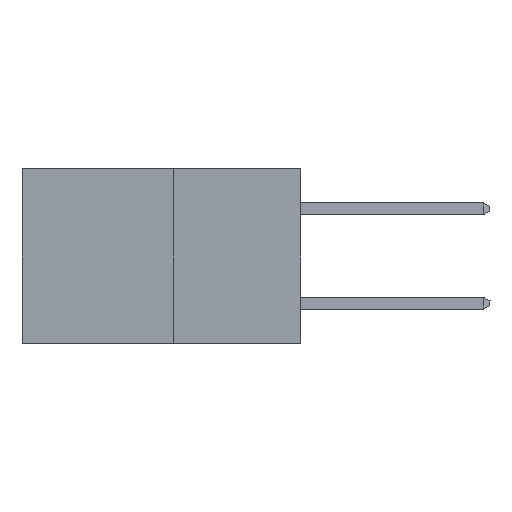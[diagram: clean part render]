
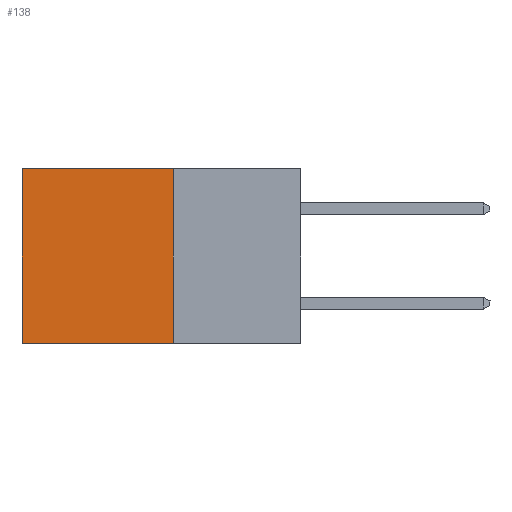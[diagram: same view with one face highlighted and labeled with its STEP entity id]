
A CAD part, left-side view. The second image highlights one B-rep face of the part: STEP entity #138.
In plain terms, the highlighted planar face has unit normal (-1, 0, 0).
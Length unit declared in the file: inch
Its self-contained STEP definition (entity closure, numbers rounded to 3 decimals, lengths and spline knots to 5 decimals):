
#138 = ADVANCED_FACE ( 'NONE', ( #6986 ), #1583, .F. ) ;
#249 = VERTEX_POINT ( 'NONE', #1259 ) ;
#250 = EDGE_CURVE ( 'NONE', #1718, #7210, #8402, .T. ) ;
#849 = CARTESIAN_POINT ( 'NONE',  ( 0.277, 0.27, -0.37 ) ) ;
#913 = AXIS2_PLACEMENT_3D ( 'NONE', #4578, #9913, #10173 ) ;
#1208 = EDGE_CURVE ( 'NONE', #249, #1953, #9733, .T. ) ;
#1259 = CARTESIAN_POINT ( 'NONE',  ( 0.277, 0.27, 0. ) ) ;
#1361 = CARTESIAN_POINT ( 'NONE',  ( 0.277, 0.27, -0.37 ) ) ;
#1583 = PLANE ( 'NONE',  #913 ) ;
#1700 = LINE ( 'NONE', #7539, #5840 ) ;
#1718 = VERTEX_POINT ( 'NONE', #1361 ) ;
#1841 = EDGE_CURVE ( 'NONE', #1953, #7210, #5404, .T. ) ;
#1953 = VERTEX_POINT ( 'NONE', #9286 ) ;
#2679 = DIRECTION ( 'NONE',  ( 0., 0., -1. ) ) ;
#2982 = CARTESIAN_POINT ( 'NONE',  ( 0.277, 0.27, 0. ) ) ;
#3032 = EDGE_LOOP ( 'NONE', ( #3304, #9968, #5990, #5724 ) ) ;
#3304 = ORIENTED_EDGE ( 'NONE', *, *, #1841, .T. ) ;
#4578 = CARTESIAN_POINT ( 'NONE',  ( 0.277, 0.27, -0.37 ) ) ;
#5404 = LINE ( 'NONE', #7001, #7297 ) ;
#5724 = ORIENTED_EDGE ( 'NONE', *, *, #1208, .T. ) ;
#5840 = VECTOR ( 'NONE', #7516, 39.37008 ) ;
#5990 = ORIENTED_EDGE ( 'NONE', *, *, #7602, .F. ) ;
#6354 = VECTOR ( 'NONE', #9758, 39.37008 ) ;
#6986 = FACE_OUTER_BOUND ( 'NONE', #3032, .T. ) ;
#7001 = CARTESIAN_POINT ( 'NONE',  ( 0.277, 0.59, -0.37 ) ) ;
#7210 = VERTEX_POINT ( 'NONE', #8743 ) ;
#7297 = VECTOR ( 'NONE', #2679, 39.37008 ) ;
#7516 = DIRECTION ( 'NONE',  ( 0., 0., -1. ) ) ;
#7539 = CARTESIAN_POINT ( 'NONE',  ( 0.277, 0.27, -0.37 ) ) ;
#7602 = EDGE_CURVE ( 'NONE', #249, #1718, #1700, .T. ) ;
#8402 = LINE ( 'NONE', #849, #6354 ) ;
#8743 = CARTESIAN_POINT ( 'NONE',  ( 0.277, 0.59, -0.37 ) ) ;
#9286 = CARTESIAN_POINT ( 'NONE',  ( 0.277, 0.59, 0. ) ) ;
#9542 = VECTOR ( 'NONE', #10099, 39.37008 ) ;
#9733 = LINE ( 'NONE', #2982, #9542 ) ;
#9758 = DIRECTION ( 'NONE',  ( 0., 1., 0. ) ) ;
#9913 = DIRECTION ( 'NONE',  ( 1., 0., 0. ) ) ;
#9968 = ORIENTED_EDGE ( 'NONE', *, *, #250, .F. ) ;
#10099 = DIRECTION ( 'NONE',  ( 0., 1., 0. ) ) ;
#10173 = DIRECTION ( 'NONE',  ( 0., 0., -1. ) ) ;
